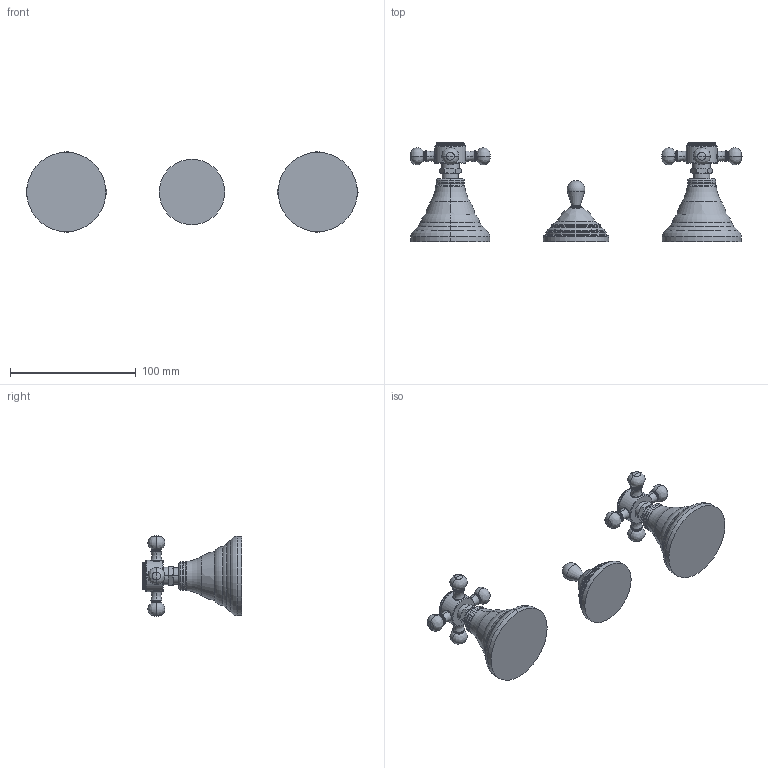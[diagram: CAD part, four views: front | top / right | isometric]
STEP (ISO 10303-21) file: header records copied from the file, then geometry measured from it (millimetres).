
FILE_DESCRIPTION((''),'2;1');
FILE_NAME('FBLV116CR','2021-11-11T08:57:28',('ut3'),('PAFFONI SpA'),'CREO PARAMETRIC BY PTC INC, 2020044','CREO PARAMETRIC BY PTC INC, 2020044','');
FILE_SCHEMA(('CONFIG_CONTROL_DESIGN','SHAPE_APPEARANCE_LAYERS_GROUPS'));
Length unit declared in the file: millimetre
Products named in the file (1): FBLV116CR
Bounding box: 264.07 x 79.2 x 64.07 mm (x, y, z)
Volume: 204286.4 mm3; surface area: 39030.3 mm2
Topology: 4 solids, 4 shells, 934 faces, 2492 edges, 1569 vertices
Faces by surface type: plane 438, cylinder 284, torus 134, cone 34, bspline 22, sphere 22
Entity records: 38435 total; most frequent: CARTESIAN_POINT 7947, ORIENTED_EDGE 4940, DIRECTION 4734, EDGE_CURVE 2470, AXIS2_PLACEMENT_3D 1820, VERTEX_POINT 1569, FILL_AREA_STYLE_COLOUR 1136, FILL_AREA_STYLE 1136
